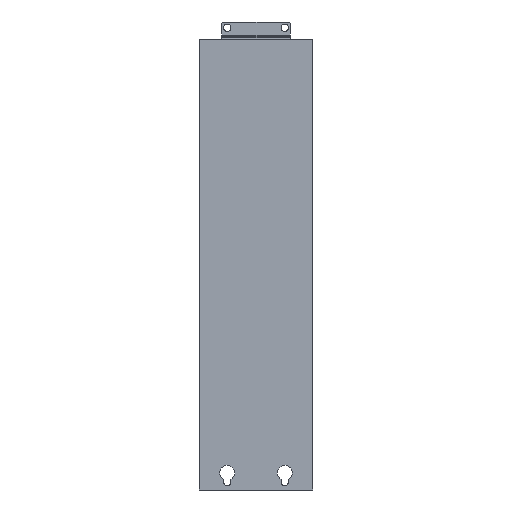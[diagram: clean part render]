
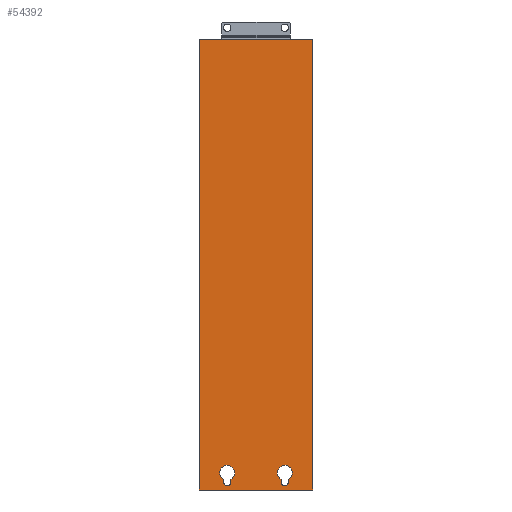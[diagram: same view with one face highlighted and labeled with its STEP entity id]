
A CAD part, front view. The second image highlights one B-rep face of the part: STEP entity #54392.
In plain terms, the highlighted planar face has unit normal (0, -1, 0).
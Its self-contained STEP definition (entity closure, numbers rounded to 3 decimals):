
#33048 = LINE ( 'NONE', #33200, #33198 ) ;
#33053 = DIRECTION ( 'NONE',  ( 0., 0., 1. ) ) ;
#33055 = DIRECTION ( 'NONE',  ( 0., 1., 0. ) ) ;
#33056 = CARTESIAN_POINT ( 'NONE',  ( 50., 0., 0. ) ) ;
#33057 = AXIS2_PLACEMENT_3D ( 'NONE', #33056, #33055, #33053 ) ;
#33059 = CIRCLE ( 'NONE', #33057, 3.25 ) ;
#33173 = DIRECTION ( 'NONE',  ( 0., 0., 1. ) ) ;
#33175 = DIRECTION ( 'NONE',  ( 0., 1., 0. ) ) ;
#33176 = CARTESIAN_POINT ( 'NONE',  ( 0., 0., 8. ) ) ;
#33177 = AXIS2_PLACEMENT_3D ( 'NONE', #33176, #33175, #33173 ) ;
#33178 = CIRCLE ( 'NONE', #33177, 6.5 ) ;
#33181 = CARTESIAN_POINT ( 'NONE',  ( -3.25, 0., 2.371 ) ) ;
#33182 = DIRECTION ( 'NONE',  ( 0., 0., 1. ) ) ;
#33183 = VECTOR ( 'NONE', #33182, 1000. ) ;
#33184 = CARTESIAN_POINT ( 'NONE',  ( -3.25, 0., 0. ) ) ;
#33185 = LINE ( 'NONE', #33184, #33183 ) ;
#33187 = CARTESIAN_POINT ( 'NONE',  ( -3.25, 0., 0. ) ) ;
#33188 = DIRECTION ( 'NONE',  ( 0., 0., 1. ) ) ;
#33190 = DIRECTION ( 'NONE',  ( 0., 1., 0. ) ) ;
#33191 = CARTESIAN_POINT ( 'NONE',  ( 0., 0., 0. ) ) ;
#33192 = AXIS2_PLACEMENT_3D ( 'NONE', #33191, #33190, #33188 ) ;
#33193 = CIRCLE ( 'NONE', #33192, 3.25 ) ;
#33196 = CARTESIAN_POINT ( 'NONE',  ( 3.25, 0., 0. ) ) ;
#33197 = DIRECTION ( 'NONE',  ( 0., 0., -1. ) ) ;
#33198 = VECTOR ( 'NONE', #33197, 1000. ) ;
#33200 = CARTESIAN_POINT ( 'NONE',  ( 3.25, 0., 0. ) ) ;
#33929 = CARTESIAN_POINT ( 'NONE',  ( -24.5, 0., 385. ) ) ;
#33930 = DIRECTION ( 'NONE',  ( 0., 0., 1. ) ) ;
#33931 = VECTOR ( 'NONE', #33930, 1000. ) ;
#33932 = CARTESIAN_POINT ( 'NONE',  ( -24.5, 0., -7. ) ) ;
#33933 = LINE ( 'NONE', #33932, #33931 ) ;
#33962 = CARTESIAN_POINT ( 'NONE',  ( -24.5, 0., -7. ) ) ;
#33963 = DIRECTION ( 'NONE',  ( -1., 0., 0. ) ) ;
#33964 = VECTOR ( 'NONE', #33963, 1000. ) ;
#33965 = CARTESIAN_POINT ( 'NONE',  ( -24.5, 0., -7. ) ) ;
#33966 = LINE ( 'NONE', #33965, #33964 ) ;
#33967 = CARTESIAN_POINT ( 'NONE',  ( 74.5, 0., -7. ) ) ;
#34290 = CARTESIAN_POINT ( 'NONE',  ( 0., 0., 14.5 ) ) ;
#34291 = DIRECTION ( 'NONE',  ( 0., 0., 1. ) ) ;
#34293 = DIRECTION ( 'NONE',  ( 0., 1., 0. ) ) ;
#34294 = AXIS2_PLACEMENT_3D ( 'NONE', #34302, #34293, #34291 ) ;
#34295 = CIRCLE ( 'NONE', #34294, 6.5 ) ;
#34302 = CARTESIAN_POINT ( 'NONE',  ( 0., 0., 8. ) ) ;
#34417 = CARTESIAN_POINT ( 'NONE',  ( 53.25, 0., 2.371 ) ) ;
#34419 = CARTESIAN_POINT ( 'NONE',  ( 50., 0., 14.5 ) ) ;
#34422 = DIRECTION ( 'NONE',  ( 0., 0., 1. ) ) ;
#34425 = DIRECTION ( 'NONE',  ( 0., 1., 0. ) ) ;
#34427 = CARTESIAN_POINT ( 'NONE',  ( 50., 0., 8. ) ) ;
#34429 = AXIS2_PLACEMENT_3D ( 'NONE', #34427, #34425, #34422 ) ;
#34441 = CIRCLE ( 'NONE', #34429, 6.5 ) ;
#34463 = CARTESIAN_POINT ( 'NONE',  ( 53.25, 0., 0. ) ) ;
#34464 = DIRECTION ( 'NONE',  ( 0., 0., -1. ) ) ;
#34465 = VECTOR ( 'NONE', #34464, 1000. ) ;
#34466 = CARTESIAN_POINT ( 'NONE',  ( 53.25, 0., 0. ) ) ;
#34467 = LINE ( 'NONE', #34466, #34465 ) ;
#34576 = CARTESIAN_POINT ( 'NONE',  ( 3.25, 0., 2.371 ) ) ;
#34583 = CARTESIAN_POINT ( 'NONE',  ( 74.5, 0., 385. ) ) ;
#34584 = DIRECTION ( 'NONE',  ( 1., 0., 0. ) ) ;
#34585 = VECTOR ( 'NONE', #34584, 1000. ) ;
#34586 = CARTESIAN_POINT ( 'NONE',  ( -24.5, 0., 385. ) ) ;
#34587 = LINE ( 'NONE', #34586, #34585 ) ;
#34616 = DIRECTION ( 'NONE',  ( 0., 0., -1. ) ) ;
#34617 = VECTOR ( 'NONE', #34616, 1000. ) ;
#34618 = CARTESIAN_POINT ( 'NONE',  ( 74.5, 0., -7. ) ) ;
#34619 = LINE ( 'NONE', #34618, #34617 ) ;
#34637 = DIRECTION ( 'NONE',  ( 0., 0., 1. ) ) ;
#34638 = DIRECTION ( 'NONE',  ( 0., 1., 0. ) ) ;
#34639 = CARTESIAN_POINT ( 'NONE',  ( 50., 0., 8. ) ) ;
#34640 = AXIS2_PLACEMENT_3D ( 'NONE', #34639, #34638, #34637 ) ;
#34641 = CIRCLE ( 'NONE', #34640, 6.5 ) ;
#34642 = CARTESIAN_POINT ( 'NONE',  ( 46.75, 0., 2.371 ) ) ;
#34643 = CARTESIAN_POINT ( 'NONE',  ( 46.75, 0., 0. ) ) ;
#34644 = DIRECTION ( 'NONE',  ( 0., 0., 1. ) ) ;
#34645 = VECTOR ( 'NONE', #34644, 1000. ) ;
#34646 = CARTESIAN_POINT ( 'NONE',  ( 46.75, 0., 0. ) ) ;
#34647 = LINE ( 'NONE', #34646, #34645 ) ;
#34648 = DIRECTION ( 'NONE',  ( 0., 0., 1. ) ) ;
#34660 = DIRECTION ( 'NONE',  ( 0., 1., 0. ) ) ;
#34661 = CARTESIAN_POINT ( 'NONE',  ( -24.5, 0., 385. ) ) ;
#34662 = AXIS2_PLACEMENT_3D ( 'NONE', #34661, #34660, #34648 ) ;
#34663 = PLANE ( 'NONE',  #34662 ) ;
#34678 = FACE_OUTER_BOUND ( 'NONE', #54217, .T. ) ;
#34679 = FACE_BOUND ( 'NONE', #54204, .T. ) ;
#34680 = FACE_BOUND ( 'NONE', #54393, .T. ) ;
#54202 = ORIENTED_EDGE ( 'NONE', *, *, #54203, .T. ) ;
#54203 = EDGE_CURVE ( 'NONE', #54403, #54396, #33059, .T. ) ;
#54204 = EDGE_LOOP ( 'NONE', ( #54205, #54208, #54211, #54214, #54216 ) ) ;
#54205 = ORIENTED_EDGE ( 'NONE', *, *, #54206, .T. ) ;
#54206 = EDGE_CURVE ( 'NONE', #54446, #54207, #33048, .T. ) ;
#54207 = VERTEX_POINT ( 'NONE', #33196 ) ;
#54208 = ORIENTED_EDGE ( 'NONE', *, *, #54209, .T. ) ;
#54209 = EDGE_CURVE ( 'NONE', #54207, #54210, #33193, .T. ) ;
#54210 = VERTEX_POINT ( 'NONE', #33187 ) ;
#54211 = ORIENTED_EDGE ( 'NONE', *, *, #54212, .T. ) ;
#54212 = EDGE_CURVE ( 'NONE', #54210, #54213, #33185, .T. ) ;
#54213 = VERTEX_POINT ( 'NONE', #33181 ) ;
#54214 = ORIENTED_EDGE ( 'NONE', *, *, #54215, .T. ) ;
#54215 = EDGE_CURVE ( 'NONE', #54213, #54335, #33178, .T. ) ;
#54216 = ORIENTED_EDGE ( 'NONE', *, *, #54334, .T. ) ;
#54217 = EDGE_LOOP ( 'NONE', ( #54218, #54219, #54424, #54425 ) ) ;
#54218 = ORIENTED_EDGE ( 'NONE', *, *, #54275, .F. ) ;
#54219 = ORIENTED_EDGE ( 'NONE', *, *, #54285, .F. ) ;
#54275 = EDGE_CURVE ( 'NONE', #54286, #54276, #33933, .T. ) ;
#54276 = VERTEX_POINT ( 'NONE', #33929 ) ;
#54283 = VERTEX_POINT ( 'NONE', #33967 ) ;
#54285 = EDGE_CURVE ( 'NONE', #54283, #54286, #33966, .T. ) ;
#54286 = VERTEX_POINT ( 'NONE', #33962 ) ;
#54320 = EDGE_CURVE ( 'NONE', #54321, #54322, #34441, .T. ) ;
#54321 = VERTEX_POINT ( 'NONE', #34419 ) ;
#54322 = VERTEX_POINT ( 'NONE', #34417 ) ;
#54334 = EDGE_CURVE ( 'NONE', #54335, #54446, #34295, .T. ) ;
#54335 = VERTEX_POINT ( 'NONE', #34290 ) ;
#54392 = ADVANCED_FACE ( 'NONE', ( #34680, #34679, #34678 ), #34663, .F. ) ;
#54393 = EDGE_LOOP ( 'NONE', ( #54394, #54398, #54400, #54401, #54202 ) ) ;
#54394 = ORIENTED_EDGE ( 'NONE', *, *, #54395, .T. ) ;
#54395 = EDGE_CURVE ( 'NONE', #54396, #54397, #34647, .T. ) ;
#54396 = VERTEX_POINT ( 'NONE', #34643 ) ;
#54397 = VERTEX_POINT ( 'NONE', #34642 ) ;
#54398 = ORIENTED_EDGE ( 'NONE', *, *, #54399, .T. ) ;
#54399 = EDGE_CURVE ( 'NONE', #54397, #54321, #34641, .T. ) ;
#54400 = ORIENTED_EDGE ( 'NONE', *, *, #54320, .T. ) ;
#54401 = ORIENTED_EDGE ( 'NONE', *, *, #54402, .T. ) ;
#54402 = EDGE_CURVE ( 'NONE', #54322, #54403, #34467, .T. ) ;
#54403 = VERTEX_POINT ( 'NONE', #34463 ) ;
#54423 = EDGE_CURVE ( 'NONE', #54441, #54283, #34619, .T. ) ;
#54424 = ORIENTED_EDGE ( 'NONE', *, *, #54423, .F. ) ;
#54425 = ORIENTED_EDGE ( 'NONE', *, *, #54440, .F. ) ;
#54440 = EDGE_CURVE ( 'NONE', #54276, #54441, #34587, .T. ) ;
#54441 = VERTEX_POINT ( 'NONE', #34583 ) ;
#54446 = VERTEX_POINT ( 'NONE', #34576 ) ;
